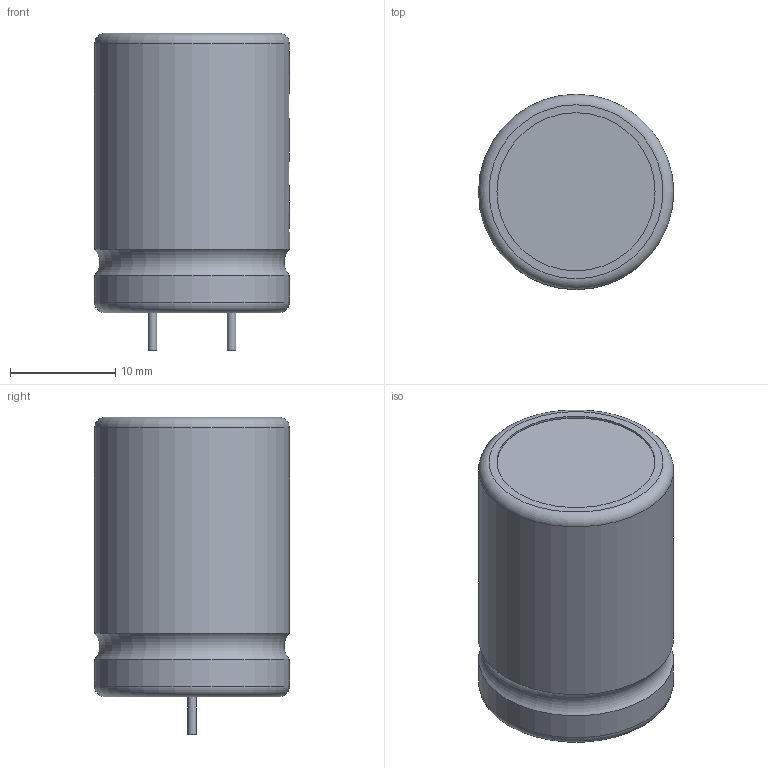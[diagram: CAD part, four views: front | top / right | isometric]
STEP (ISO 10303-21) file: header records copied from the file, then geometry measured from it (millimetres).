
FILE_DESCRIPTION(/* description */ (''),/* implementation_level */ '2;1');
FILE_NAME(/* name */ 'CAPPR750-1850X2650.stp',/* time_stamp */ '2015-03-02T16:17:41+01:00',/* author */ ('admchouv'),/* organization */ (''),/* preprocessor_version */ 'ST-DEVELOPER v15.5',/* originating_system */ 'AutoCAD Mechanical',/* authorisation */ '');
FILE_SCHEMA (('AUTOMOTIVE_DESIGN { 1 0 10303 214 3 1 1 }'));
Length unit declared in the file: millimetre
Products named in the file (1): Product
Bounding box: 18.5 x 18.5 x 30.1 mm (x, y, z)
Volume: 6983.9 mm3; surface area: 2846.4 mm2
Topology: 8 solids, 8 shells, 56 faces, 102 edges, 67 vertices
Faces by surface type: plane 36, cylinder 17, torus 3
Full cylindrical faces by diameter (mm): 0.8 x2, 15 x4, 18.5 x2
Entity records: 1352 total; most frequent: DIRECTION 246, CARTESIAN_POINT 213, ORIENTED_EDGE 180, AXIS2_PLACEMENT_3D 99, EDGE_CURVE 90, EDGE_LOOP 72, VERTEX_POINT 66, FACE_OUTER_BOUND 56
